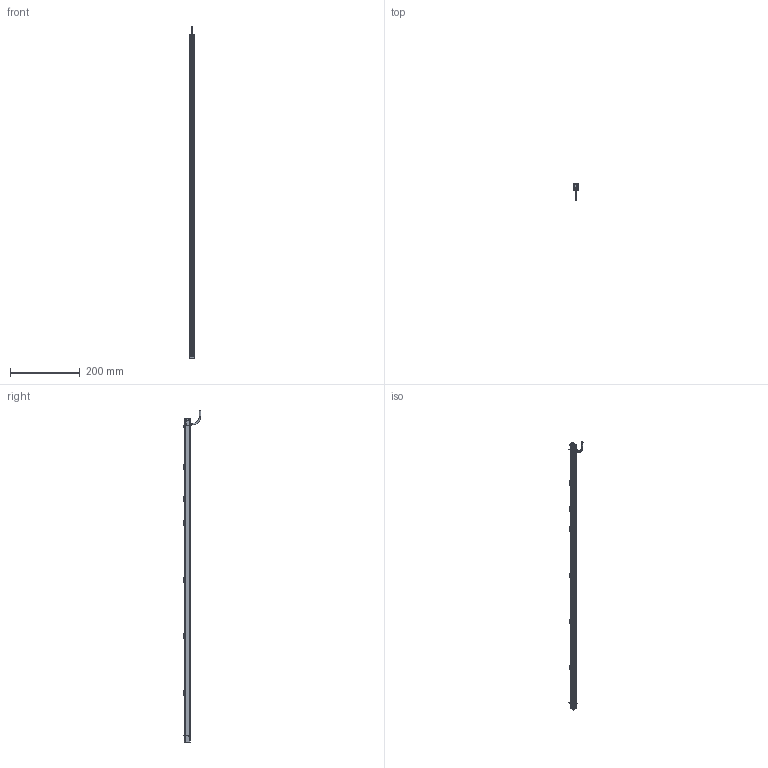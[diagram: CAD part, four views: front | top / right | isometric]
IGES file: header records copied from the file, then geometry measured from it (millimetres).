
Start section:  PTC IGES file: 218400.igs
Global section: file name: 218400.igs; native system: Creo Parametric by PTC Inc.; preprocessor: 2019292; author: PDMAdmin; organization: Unknown; date: 20200701.134938; units: millimetre
Bounding box: 14.14 x 49.18 x 951.86 mm (x, y, z)
Volume: 86536 mm3; surface area: 633804.1 mm2
Topology: 31 solids, 33 shells, 2816 faces, 15947 edges, 21238 vertices
Faces by surface type: bspline 1880, revolution 912, extrusion 24
